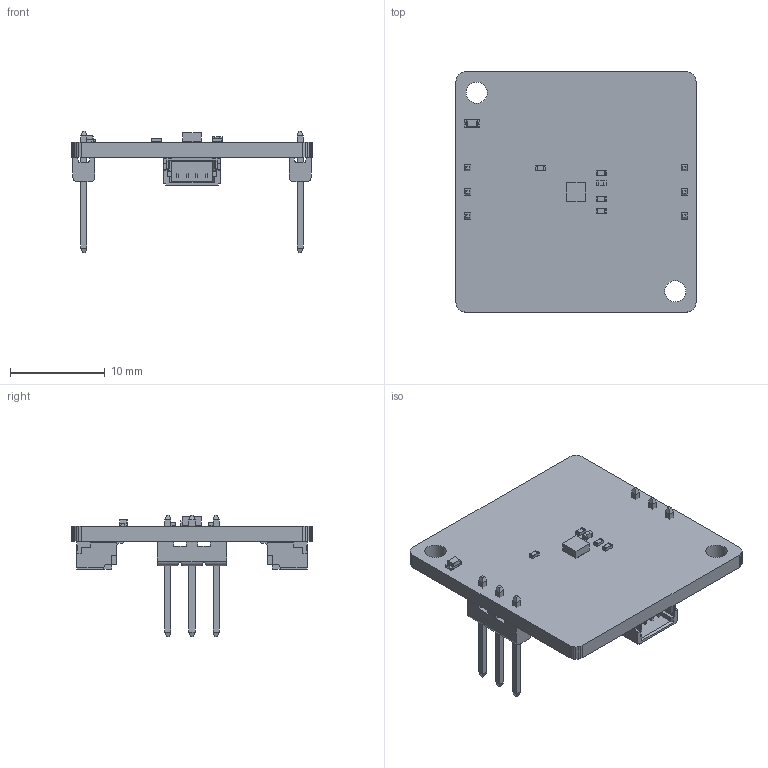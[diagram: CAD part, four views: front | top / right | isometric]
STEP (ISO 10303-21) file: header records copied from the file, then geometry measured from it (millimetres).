
FILE_DESCRIPTION(('for SolidWorks'),'2;1');
FILE_NAME('M41.step', '2022-08-26T13:54:04',('dc'),(''),'Open CASCADE STEP processor 6.6', 'DipTrace','Unknown');
FILE_SCHEMA(('AUTOMOTIVE_DESIGN { 1 0 10303 214 1 1 1 1 }'));
Length unit declared in the file: millimetre
Products named in the file (8): PCB_M41; Board_M41; cap_0402; LED_0603; hdr-1x3t_2.54_7x2; SM04B-SRSS-TB(LF)(SN)--3DModel-STEP-56544; res_0402; LTR-390UV-01
Assembly tree (12 placements, depth 2):
  PCB_M41
    Board_M41
    cap_0402
    LED_0603
    hdr-1x3t_2.54_7x2  x2
    SM04B-SRSS-TB(LF)(SN)--3DModel-STEP-56544  x2
    res_0402  x4
    LTR-390UV-01
Bounding box: 25.4 x 25.4 x 12.84 mm (x, y, z)
Volume: 1112.1 mm3; surface area: 2228.4 mm2
Topology: 3 solids, 48 shells, 1007 faces, 2608 edges, 1696 vertices
Faces by surface type: plane 887, cylinder 116, sphere 4
Full cylindrical faces by diameter (mm): 2.25 x2
Entity records: 20233 total; most frequent: CARTESIAN_POINT 2871, ORIENTED_EDGE 2800, DIRECTION 2650, EDGE_CURVE 1400, LINE 1272, VECTOR 1272, VERTEX_POINT 910, AXIS2_PLACEMENT_3D 689
